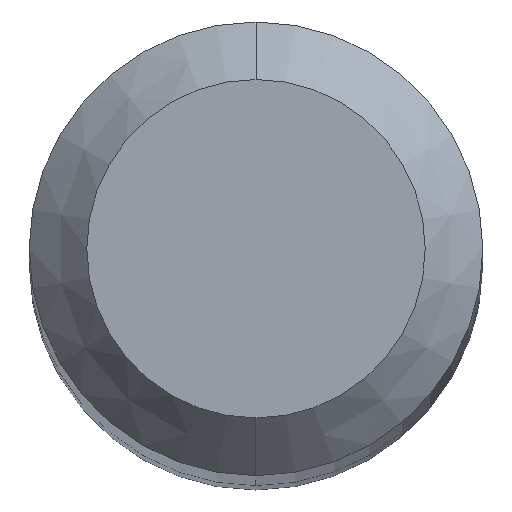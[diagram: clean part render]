
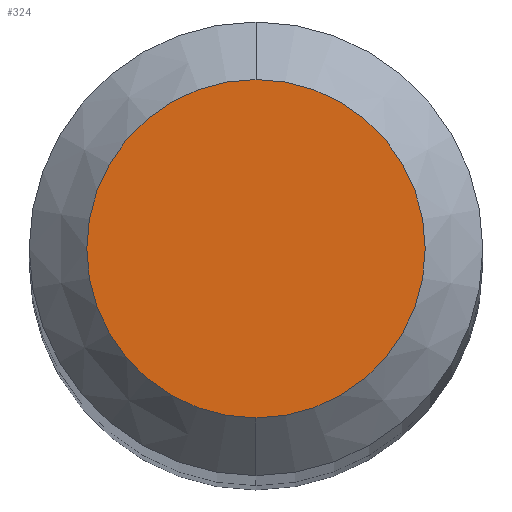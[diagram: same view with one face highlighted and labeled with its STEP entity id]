
A CAD part, top view. The second image highlights one B-rep face of the part: STEP entity #324.
In plain terms, the highlighted planar face has unit normal (0, 0, 1).
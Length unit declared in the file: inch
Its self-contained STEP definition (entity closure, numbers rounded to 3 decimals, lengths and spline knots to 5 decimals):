
#13 = CARTESIAN_POINT ( 'NONE',  ( 0., 0., 0. ) ) ;
#30 = AXIS2_PLACEMENT_3D ( 'NONE', #13, #397, #220 ) ;
#57 = CIRCLE ( 'NONE', #281, 0.05875 ) ;
#59 = DIRECTION ( 'NONE',  ( 0., 1., 0. ) ) ;
#69 = VERTEX_POINT ( 'NONE', #167 ) ;
#71 = VERTEX_POINT ( 'NONE', #295 ) ;
#92 = CARTESIAN_POINT ( 'NONE',  ( 0., 0.05875, 0. ) ) ;
#123 = FACE_OUTER_BOUND ( 'NONE', #132, .T. ) ;
#132 = EDGE_LOOP ( 'NONE', ( #175, #242 ) ) ;
#152 = CARTESIAN_POINT ( 'NONE',  ( 0., 0., 0. ) ) ;
#163 = EDGE_CURVE ( 'NONE', #71, #69, #336, .T. ) ;
#167 = CARTESIAN_POINT ( 'NONE',  ( 0., 0.05875, 0. ) ) ;
#175 = ORIENTED_EDGE ( 'NONE', *, *, #384, .T. ) ;
#220 = DIRECTION ( 'NONE',  ( 0., -1., 0. ) ) ;
#221 = AXIS2_PLACEMENT_3D ( 'NONE', #92, #345, #59 ) ;
#242 = ORIENTED_EDGE ( 'NONE', *, *, #163, .T. ) ;
#260 = PLANE ( 'NONE',  #221 ) ;
#281 = AXIS2_PLACEMENT_3D ( 'NONE', #152, #285, #335 ) ;
#285 = DIRECTION ( 'NONE',  ( 0., 0., 1. ) ) ;
#295 = CARTESIAN_POINT ( 'NONE',  ( 0., -0.05875, 0. ) ) ;
#324 = ADVANCED_FACE ( 'NONE', ( #123 ), #260, .F. ) ;
#335 = DIRECTION ( 'NONE',  ( 0., -1., 0. ) ) ;
#336 = CIRCLE ( 'NONE', #30, 0.05875 ) ;
#345 = DIRECTION ( 'NONE',  ( 0., 0., -1. ) ) ;
#384 = EDGE_CURVE ( 'NONE', #69, #71, #57, .T. ) ;
#397 = DIRECTION ( 'NONE',  ( 0., 0., 1. ) ) ;
